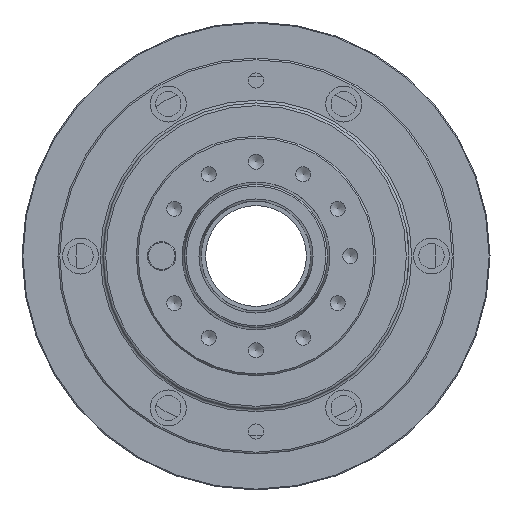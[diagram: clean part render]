
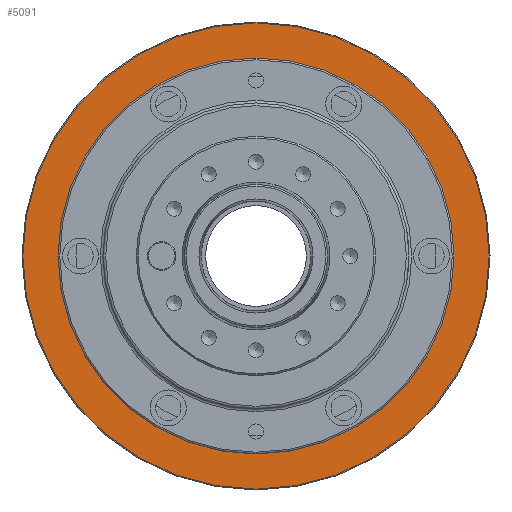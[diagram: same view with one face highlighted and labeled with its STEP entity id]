
A CAD part, left-side view. The second image highlights one B-rep face of the part: STEP entity #5091.
In plain terms, the highlighted planar face has unit normal (-1, 0, 0).
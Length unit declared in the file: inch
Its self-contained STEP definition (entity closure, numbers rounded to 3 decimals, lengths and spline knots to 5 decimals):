
#276=FACE_BOUND('',#1253,.T.);
#357=PLANE('',#5427);
#938=FACE_OUTER_BOUND('',#1252,.T.);
#1252=EDGE_LOOP('',(#3430));
#1253=EDGE_LOOP('',(#3431));
#1645=CIRCLE('',#5420,5.09843);
#1651=CIRCLE('',#5428,2.16535);
#2066=VERTEX_POINT('',#7824);
#2071=VERTEX_POINT('',#7838);
#2612=EDGE_CURVE('',#2066,#2066,#1645,.T.);
#2619=EDGE_CURVE('',#2071,#2071,#1651,.T.);
#3430=ORIENTED_EDGE('',*,*,#2612,.F.);
#3431=ORIENTED_EDGE('',*,*,#2619,.T.);
#5091=ADVANCED_FACE('',(#938,#276),#357,.T.);
#5420=AXIS2_PLACEMENT_3D('',#7825,#6158,#6159);
#5427=AXIS2_PLACEMENT_3D('',#7837,#6173,#6174);
#5428=AXIS2_PLACEMENT_3D('',#7839,#6175,#6176);
#6158=DIRECTION('center_axis',(1.,0.,0.));
#6159=DIRECTION('ref_axis',(0.,1.,0.));
#6173=DIRECTION('center_axis',(-1.,0.,0.));
#6174=DIRECTION('ref_axis',(0.,0.,1.));
#6175=DIRECTION('center_axis',(1.,0.,0.));
#6176=DIRECTION('ref_axis',(0.,0.,1.));
#7824=CARTESIAN_POINT('',(17.0588,4.33627,-5.09843));
#7825=CARTESIAN_POINT('Origin',(17.0588,4.33627,0.));
#7837=CARTESIAN_POINT('Origin',(17.0588,7.5843,0.));
#7838=CARTESIAN_POINT('',(17.0588,4.33627,-2.16535));
#7839=CARTESIAN_POINT('Origin',(17.0588,4.33627,0.));
